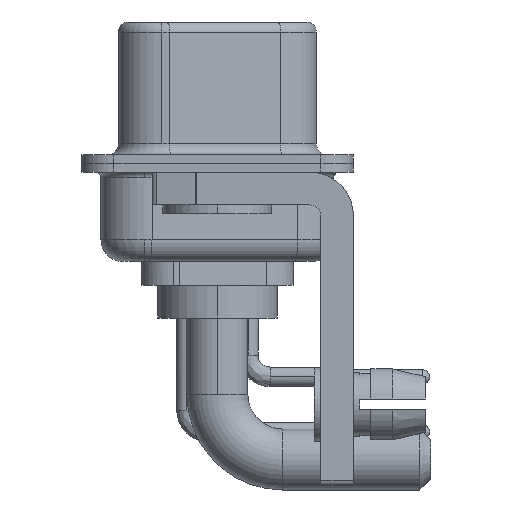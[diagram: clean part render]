
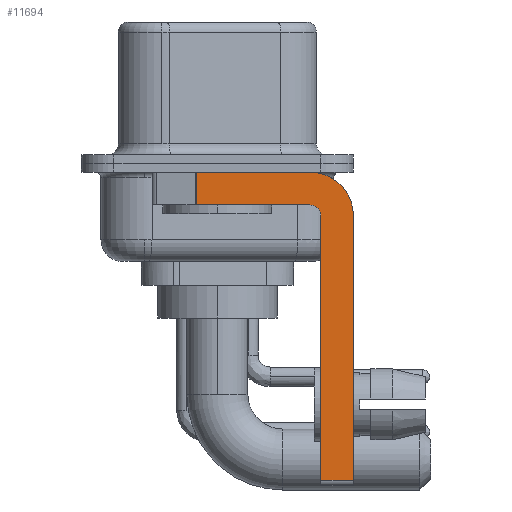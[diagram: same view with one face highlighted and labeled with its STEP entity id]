
A CAD part, left-side view. The second image highlights one B-rep face of the part: STEP entity #11694.
In plain terms, the highlighted planar face has unit normal (-1, 0, 0).
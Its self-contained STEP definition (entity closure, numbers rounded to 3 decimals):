
#159 = ORIENTED_EDGE ( 'NONE', *, *, #13014, .F. ) ;
#1538 = VERTEX_POINT ( 'NONE', #18092 ) ;
#2056 = DIRECTION ( 'NONE',  ( 0., -1., 0. ) ) ;
#2721 = ORIENTED_EDGE ( 'NONE', *, *, #4832, .F. ) ;
#3181 = LINE ( 'NONE', #5249, #25808 ) ;
#3472 = CARTESIAN_POINT ( 'NONE',  ( -2.9, -6.25, -14.55 ) ) ;
#3491 = VERTEX_POINT ( 'NONE', #5989 ) ;
#3699 = CARTESIAN_POINT ( 'NONE',  ( -2.9, -4.75, -14.55 ) ) ;
#3848 = VERTEX_POINT ( 'NONE', #3472 ) ;
#3986 = VECTOR ( 'NONE', #11927, 1000. ) ;
#4259 = EDGE_CURVE ( 'NONE', #3491, #3848, #22358, .T. ) ;
#4264 = CARTESIAN_POINT ( 'NONE',  ( -2.9, 0.978, -1.9 ) ) ;
#4832 = EDGE_CURVE ( 'NONE', #10293, #1538, #18774, .T. ) ;
#5249 = CARTESIAN_POINT ( 'NONE',  ( -2.9, -4.25, -1.9 ) ) ;
#5310 = VECTOR ( 'NONE', #15777, 1000. ) ;
#5313 = VECTOR ( 'NONE', #12632, 1000. ) ;
#5366 = VECTOR ( 'NONE', #11932, 1000. ) ;
#5972 = CARTESIAN_POINT ( 'NONE',  ( -2.9, -4.25, -2.4 ) ) ;
#5989 = CARTESIAN_POINT ( 'NONE',  ( -2.9, -6.25, -2.4 ) ) ;
#6036 = CARTESIAN_POINT ( 'NONE',  ( -2.9, -4.75, -14.8 ) ) ;
#6094 = AXIS2_PLACEMENT_3D ( 'NONE', #18365, #18099, #22359 ) ;
#7147 = EDGE_CURVE ( 'NONE', #8265, #3491, #16769, .T. ) ;
#7282 = VECTOR ( 'NONE', #2056, 1000. ) ;
#7410 = CARTESIAN_POINT ( 'NONE',  ( -2.9, -4.25, -14.55 ) ) ;
#7435 = DIRECTION ( 'NONE',  ( 0., 1., 0. ) ) ;
#7631 = DIRECTION ( 'NONE',  ( 0., 0., -1. ) ) ;
#8265 = VERTEX_POINT ( 'NONE', #24087 ) ;
#8442 = CARTESIAN_POINT ( 'NONE',  ( -2.9, 0.978, -0.4 ) ) ;
#9179 = ORIENTED_EDGE ( 'NONE', *, *, #15722, .F. ) ;
#10293 = VERTEX_POINT ( 'NONE', #3699 ) ;
#10591 = EDGE_CURVE ( 'NONE', #10293, #3848, #19761, .T. ) ;
#11694 = ADVANCED_FACE ( 'NONE', ( #26493 ), #14005, .F. ) ;
#11927 = DIRECTION ( 'NONE',  ( 0., 0., -1. ) ) ;
#11932 = DIRECTION ( 'NONE',  ( 0., 0., 1. ) ) ;
#11960 = DIRECTION ( 'NONE',  ( 1., 0., 0. ) ) ;
#12270 = DIRECTION ( 'NONE',  ( 1., 0., 0. ) ) ;
#12477 = ORIENTED_EDGE ( 'NONE', *, *, #4259, .F. ) ;
#12632 = DIRECTION ( 'NONE',  ( 0., 0., -1. ) ) ;
#12639 = ORIENTED_EDGE ( 'NONE', *, *, #23919, .F. ) ;
#13014 = EDGE_CURVE ( 'NONE', #22901, #8265, #26763, .T. ) ;
#14005 = PLANE ( 'NONE',  #15184 ) ;
#14694 = LINE ( 'NONE', #4264, #5313 ) ;
#15184 = AXIS2_PLACEMENT_3D ( 'NONE', #26624, #11960, #20335 ) ;
#15722 = EDGE_CURVE ( 'NONE', #1538, #24699, #20555, .T. ) ;
#15777 = DIRECTION ( 'NONE',  ( 0., -1., 0. ) ) ;
#16769 = CIRCLE ( 'NONE', #18519, 2. ) ;
#17337 = EDGE_CURVE ( 'NONE', #22901, #25564, #14694, .T. ) ;
#18092 = CARTESIAN_POINT ( 'NONE',  ( -2.9, -4.75, -2.4 ) ) ;
#18099 = DIRECTION ( 'NONE',  ( -1., 0., 0. ) ) ;
#18365 = CARTESIAN_POINT ( 'NONE',  ( -2.9, -4.25, -2.4 ) ) ;
#18519 = AXIS2_PLACEMENT_3D ( 'NONE', #5972, #12270, #7631 ) ;
#18551 = ORIENTED_EDGE ( 'NONE', *, *, #17337, .T. ) ;
#18774 = LINE ( 'NONE', #6036, #5366 ) ;
#19497 = CARTESIAN_POINT ( 'NONE',  ( -2.9, 0.978, -1.9 ) ) ;
#19664 = ORIENTED_EDGE ( 'NONE', *, *, #7147, .F. ) ;
#19761 = LINE ( 'NONE', #7410, #5310 ) ;
#20335 = DIRECTION ( 'NONE',  ( 0., 0., -1. ) ) ;
#20420 = EDGE_LOOP ( 'NONE', ( #159, #18551, #12639, #9179, #2721, #23676, #12477, #19664 ) ) ;
#20555 = CIRCLE ( 'NONE', #6094, 0.5 ) ;
#20702 = CARTESIAN_POINT ( 'NONE',  ( -2.9, -6.25, -2.4 ) ) ;
#22358 = LINE ( 'NONE', #20702, #3986 ) ;
#22359 = DIRECTION ( 'NONE',  ( 0., 0., 1. ) ) ;
#22901 = VERTEX_POINT ( 'NONE', #8442 ) ;
#22922 = CARTESIAN_POINT ( 'NONE',  ( -2.9, 3., -0.4 ) ) ;
#23676 = ORIENTED_EDGE ( 'NONE', *, *, #10591, .T. ) ;
#23919 = EDGE_CURVE ( 'NONE', #24699, #25564, #3181, .T. ) ;
#24087 = CARTESIAN_POINT ( 'NONE',  ( -2.9, -4.25, -0.4 ) ) ;
#24699 = VERTEX_POINT ( 'NONE', #26004 ) ;
#25564 = VERTEX_POINT ( 'NONE', #19497 ) ;
#25808 = VECTOR ( 'NONE', #7435, 1000. ) ;
#26004 = CARTESIAN_POINT ( 'NONE',  ( -2.9, -4.25, -1.9 ) ) ;
#26493 = FACE_OUTER_BOUND ( 'NONE', #20420, .T. ) ;
#26624 = CARTESIAN_POINT ( 'NONE',  ( -2.9, -4.25, -2.4 ) ) ;
#26763 = LINE ( 'NONE', #22922, #7282 ) ;
